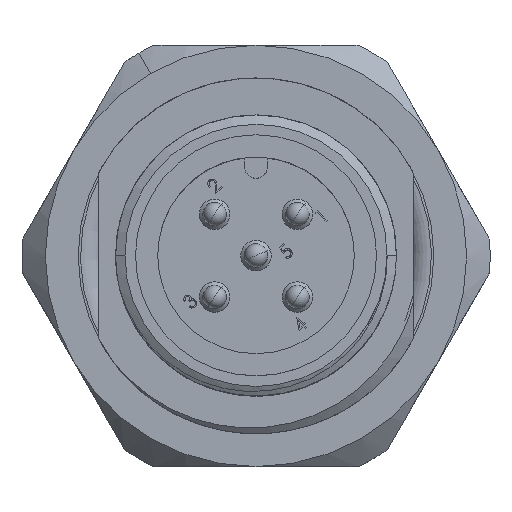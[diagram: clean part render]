
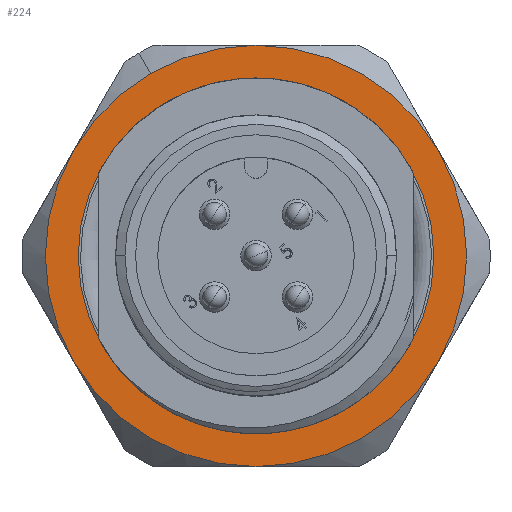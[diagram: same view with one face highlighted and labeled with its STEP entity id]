
A CAD part, top view. The second image highlights one B-rep face of the part: STEP entity #224.
In plain terms, the highlighted face is planar.
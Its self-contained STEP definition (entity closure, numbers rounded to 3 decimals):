
#224 = ADVANCED_FACE ( 'NONE', ( #4330, #4327 ), #10431, .F. ) ;
#592 = ORIENTED_EDGE ( 'NONE', *, *, #4792, .T. ) ;
#593 = ORIENTED_EDGE ( 'NONE', *, *, #4851, .T. ) ;
#594 = ORIENTED_EDGE ( 'NONE', *, *, #4838, .T. ) ;
#595 = ORIENTED_EDGE ( 'NONE', *, *, #4795, .T. ) ;
#596 = ORIENTED_EDGE ( 'NONE', *, *, #4836, .T. ) ;
#597 = ORIENTED_EDGE ( 'NONE', *, *, #4834, .T. ) ;
#598 = ORIENTED_EDGE ( 'NONE', *, *, #4847, .T. ) ;
#599 = ORIENTED_EDGE ( 'NONE', *, *, #4844, .T. ) ;
#600 = ORIENTED_EDGE ( 'NONE', *, *, #4842, .T. ) ;
#1045 = VERTEX_POINT ( 'NONE', #8199 ) ;
#1253 = VERTEX_POINT ( 'NONE', #8284 ) ;
#1262 = VERTEX_POINT ( 'NONE', #8291 ) ;
#1266 = VERTEX_POINT ( 'NONE', #8294 ) ;
#1268 = VERTEX_POINT ( 'NONE', #8296 ) ;
#1275 = VERTEX_POINT ( 'NONE', #8301 ) ;
#1290 = VERTEX_POINT ( 'NONE', #8311 ) ;
#1291 = VERTEX_POINT ( 'NONE', #8312 ) ;
#1295 = VERTEX_POINT ( 'NONE', #8315 ) ;
#1610 = AXIS2_PLACEMENT_3D ( 'NONE', #6891, #6892, #6893 ) ;
#1612 = AXIS2_PLACEMENT_3D ( 'NONE', #6899, #6900, #6901 ) ;
#1629 = AXIS2_PLACEMENT_3D ( 'NONE', #7007, #7008, #7009 ) ;
#1630 = AXIS2_PLACEMENT_3D ( 'NONE', #7019, #7020, #7021 ) ;
#1631 = AXIS2_PLACEMENT_3D ( 'NONE', #7028, #7029, #7030 ) ;
#1632 = AXIS2_PLACEMENT_3D ( 'NONE', #7052, #7053, #7054 ) ;
#1633 = AXIS2_PLACEMENT_3D ( 'NONE', #7064, #7065, #7066 ) ;
#1634 = AXIS2_PLACEMENT_3D ( 'NONE', #7081, #7082, #7083 ) ;
#1635 = AXIS2_PLACEMENT_3D ( 'NONE', #7096, #7097, #7098 ) ;
#2878 = AXIS2_PLACEMENT_3D ( 'NONE', #10419, #10435, #10437 ) ;
#4079 = CIRCLE ( 'NONE', #1612, 9. ) ;
#4086 = CIRCLE ( 'NONE', #1610, 7.6 ) ;
#4130 = CIRCLE ( 'NONE', #1633, 9. ) ;
#4131 = CIRCLE ( 'NONE', #1632, 9. ) ;
#4132 = CIRCLE ( 'NONE', #1635, 7.6 ) ;
#4133 = CIRCLE ( 'NONE', #1630, 9. ) ;
#4134 = CIRCLE ( 'NONE', #1631, 9. ) ;
#4136 = CIRCLE ( 'NONE', #1634, 9. ) ;
#4148 = CIRCLE ( 'NONE', #1629, 9. ) ;
#4327 = FACE_BOUND ( 'NONE', #5625, .T. ) ;
#4330 = FACE_OUTER_BOUND ( 'NONE', #5628, .T. ) ;
#4792 = EDGE_CURVE ( 'NONE', #1045, #1268, #4086, .T. ) ;
#4795 = EDGE_CURVE ( 'NONE', #1295, #1290, #4079, .T. ) ;
#4834 = EDGE_CURVE ( 'NONE', #1291, #1262, #4148, .T. ) ;
#4836 = EDGE_CURVE ( 'NONE', #1262, #1295, #4133, .T. ) ;
#4838 = EDGE_CURVE ( 'NONE', #1290, #1253, #4134, .T. ) ;
#4842 = EDGE_CURVE ( 'NONE', #1253, #1275, #4131, .T. ) ;
#4844 = EDGE_CURVE ( 'NONE', #1275, #1266, #4130, .T. ) ;
#4847 = EDGE_CURVE ( 'NONE', #1266, #1291, #4136, .T. ) ;
#4851 = EDGE_CURVE ( 'NONE', #1268, #1045, #4132, .T. ) ;
#5625 = EDGE_LOOP ( 'NONE', ( #593, #592 ) ) ;
#5628 = EDGE_LOOP ( 'NONE', ( #600, #599, #598, #597, #596, #595, #594 ) ) ;
#6891 = CARTESIAN_POINT ( 'NONE',  ( 0., 0., 0. ) ) ;
#6892 = DIRECTION ( 'NONE',  ( 0., 0., 1. ) ) ;
#6893 = DIRECTION ( 'NONE',  ( 1., 0., 0. ) ) ;
#6899 = CARTESIAN_POINT ( 'NONE',  ( 0., 0., 0. ) ) ;
#6900 = DIRECTION ( 'NONE',  ( 0., 0., -1. ) ) ;
#6901 = DIRECTION ( 'NONE',  ( 1., 0., 0. ) ) ;
#7007 = CARTESIAN_POINT ( 'NONE',  ( 0., 0., 0. ) ) ;
#7008 = DIRECTION ( 'NONE',  ( 0., 0., -1. ) ) ;
#7009 = DIRECTION ( 'NONE',  ( 1., 0., 0. ) ) ;
#7019 = CARTESIAN_POINT ( 'NONE',  ( 0., 0., 0. ) ) ;
#7020 = DIRECTION ( 'NONE',  ( 0., 0., -1. ) ) ;
#7021 = DIRECTION ( 'NONE',  ( 1., 0., 0. ) ) ;
#7028 = CARTESIAN_POINT ( 'NONE',  ( 0., 0., 0. ) ) ;
#7029 = DIRECTION ( 'NONE',  ( 0., 0., -1. ) ) ;
#7030 = DIRECTION ( 'NONE',  ( 1., 0., 0. ) ) ;
#7052 = CARTESIAN_POINT ( 'NONE',  ( 0., 0., 0. ) ) ;
#7053 = DIRECTION ( 'NONE',  ( 0., 0., -1. ) ) ;
#7054 = DIRECTION ( 'NONE',  ( 1., 0., 0. ) ) ;
#7064 = CARTESIAN_POINT ( 'NONE',  ( 0., 0., 0. ) ) ;
#7065 = DIRECTION ( 'NONE',  ( 0., 0., -1. ) ) ;
#7066 = DIRECTION ( 'NONE',  ( 1., 0., 0. ) ) ;
#7081 = CARTESIAN_POINT ( 'NONE',  ( 0., 0., 0. ) ) ;
#7082 = DIRECTION ( 'NONE',  ( 0., 0., -1. ) ) ;
#7083 = DIRECTION ( 'NONE',  ( 1., 0., 0. ) ) ;
#7096 = CARTESIAN_POINT ( 'NONE',  ( 0., 0., 0. ) ) ;
#7097 = DIRECTION ( 'NONE',  ( 0., 0., 1. ) ) ;
#7098 = DIRECTION ( 'NONE',  ( 1., 0., 0. ) ) ;
#8199 = CARTESIAN_POINT ( 'NONE',  ( -7.6, 0., 0. ) ) ;
#8284 = CARTESIAN_POINT ( 'NONE',  ( 0., -9., 0. ) ) ;
#8291 = CARTESIAN_POINT ( 'NONE',  ( 7.794, 4.5, 0. ) ) ;
#8294 = CARTESIAN_POINT ( 'NONE',  ( -7.794, 4.5, 0. ) ) ;
#8296 = CARTESIAN_POINT ( 'NONE',  ( 7.6, 0., 0. ) ) ;
#8301 = CARTESIAN_POINT ( 'NONE',  ( -7.794, -4.5, 0. ) ) ;
#8311 = CARTESIAN_POINT ( 'NONE',  ( 7.794, -4.5, 0. ) ) ;
#8312 = CARTESIAN_POINT ( 'NONE',  ( 0., 9., 0. ) ) ;
#8315 = CARTESIAN_POINT ( 'NONE',  ( 9., 0., 0. ) ) ;
#10419 = CARTESIAN_POINT ( 'NONE',  ( 0., 0., 0. ) ) ;
#10431 = PLANE ( 'NONE',  #2878 ) ;
#10435 = DIRECTION ( 'NONE',  ( 0., 0., 1. ) ) ;
#10437 = DIRECTION ( 'NONE',  ( 1., 0., 0. ) ) ;
